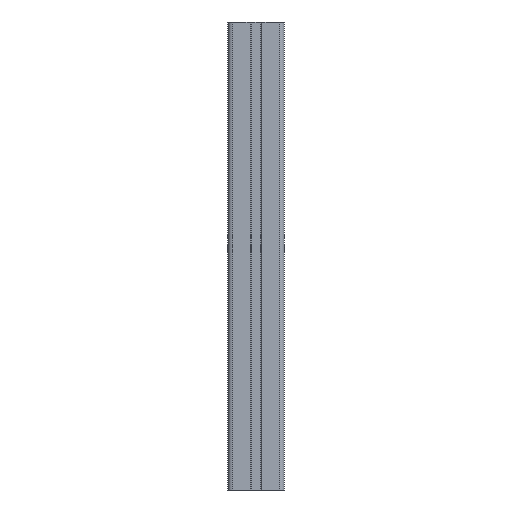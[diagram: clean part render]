
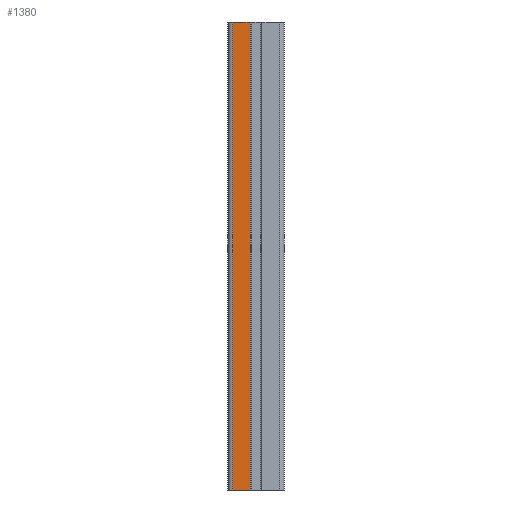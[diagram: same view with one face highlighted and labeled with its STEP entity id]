
A CAD part, left-side view. The second image highlights one B-rep face of the part: STEP entity #1380.
In plain terms, the highlighted planar face has unit normal (-1, 0, 0).
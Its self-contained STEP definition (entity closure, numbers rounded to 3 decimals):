
#218 = VERTEX_POINT ( 'NONE', #2606 ) ;
#316 = EDGE_CURVE ( 'NONE', #218, #416, #2758, .T. ) ;
#416 = VERTEX_POINT ( 'NONE', #2868 ) ;
#803 = VERTEX_POINT ( 'NONE', #3742 ) ;
#971 = EDGE_CURVE ( 'NONE', #803, #980, #4595, .T. ) ;
#980 = VERTEX_POINT ( 'NONE', #4666 ) ;
#1379 = EDGE_LOOP ( 'NONE', ( #1382, #1383, #1385, #1416 ) ) ;
#1380 = ADVANCED_FACE ( 'NONE', ( #4447 ), #4442, .F. ) ;
#1381 = EDGE_CURVE ( 'NONE', #416, #980, #4427, .T. ) ;
#1382 = ORIENTED_EDGE ( 'NONE', *, *, #971, .T. ) ;
#1383 = ORIENTED_EDGE ( 'NONE', *, *, #1381, .F. ) ;
#1385 = ORIENTED_EDGE ( 'NONE', *, *, #316, .F. ) ;
#1392 = EDGE_CURVE ( 'NONE', #218, #803, #4353, .T. ) ;
#1416 = ORIENTED_EDGE ( 'NONE', *, *, #1392, .T. ) ;
#2606 = CARTESIAN_POINT ( 'NONE',  ( -9939.695, -8189.86, 500. ) ) ;
#2754 = DIRECTION ( 'NONE',  ( 0., -1., 0. ) ) ;
#2755 = VECTOR ( 'NONE', #2754, 1000. ) ;
#2756 = CARTESIAN_POINT ( 'NONE',  ( -9939.695, -8189.86, 500. ) ) ;
#2758 = LINE ( 'NONE', #2756, #2755 ) ;
#2868 = CARTESIAN_POINT ( 'NONE',  ( -9939.695, -8208.56, 500. ) ) ;
#3742 = CARTESIAN_POINT ( 'NONE',  ( -9939.695, -8189.86, 0. ) ) ;
#4278 = CARTESIAN_POINT ( 'NONE',  ( -9939.695, -8189.86, 500. ) ) ;
#4352 = VECTOR ( 'NONE', #4357, 1000. ) ;
#4353 = LINE ( 'NONE', #4428, #4352 ) ;
#4357 = DIRECTION ( 'NONE',  ( 0., 0., -1. ) ) ;
#4394 = AXIS2_PLACEMENT_3D ( 'NONE', #4278, #4432, #4431 ) ;
#4425 = DIRECTION ( 'NONE',  ( 0., 0., -1. ) ) ;
#4426 = VECTOR ( 'NONE', #4425, 1000. ) ;
#4427 = LINE ( 'NONE', #4433, #4426 ) ;
#4428 = CARTESIAN_POINT ( 'NONE',  ( -9939.695, -8189.86, 500. ) ) ;
#4431 = DIRECTION ( 'NONE',  ( 0., 1., 0. ) ) ;
#4432 = DIRECTION ( 'NONE',  ( 1., 0., 0. ) ) ;
#4433 = CARTESIAN_POINT ( 'NONE',  ( -9939.695, -8208.56, 500. ) ) ;
#4442 = PLANE ( 'NONE',  #4394 ) ;
#4447 = FACE_OUTER_BOUND ( 'NONE', #1379, .T. ) ;
#4587 = DIRECTION ( 'NONE',  ( 0., -1., 0. ) ) ;
#4593 = VECTOR ( 'NONE', #4587, 1000. ) ;
#4594 = CARTESIAN_POINT ( 'NONE',  ( -9939.695, -8189.86, 0. ) ) ;
#4595 = LINE ( 'NONE', #4594, #4593 ) ;
#4666 = CARTESIAN_POINT ( 'NONE',  ( -9939.695, -8208.56, 0. ) ) ;
